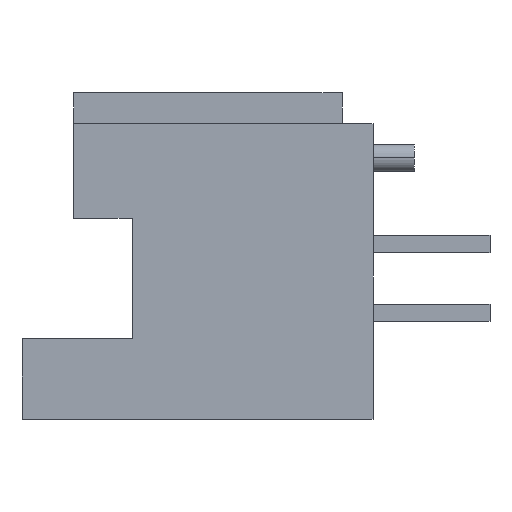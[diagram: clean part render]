
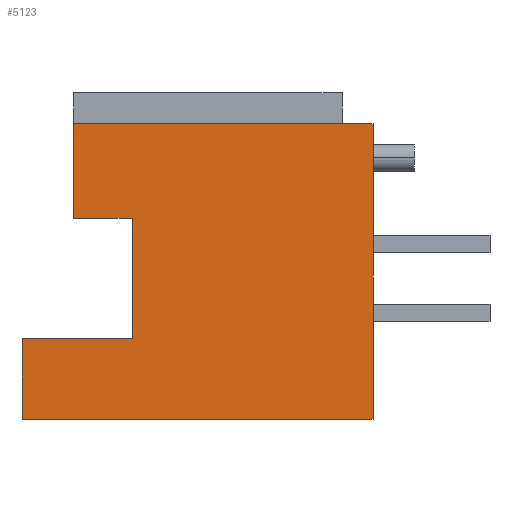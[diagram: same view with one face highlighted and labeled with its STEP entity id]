
A CAD part, left-side view. The second image highlights one B-rep face of the part: STEP entity #5123.
In plain terms, the highlighted planar face has unit normal (-1, 0, 0).
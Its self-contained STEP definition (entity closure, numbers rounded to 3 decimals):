
#6 = CARTESIAN_POINT ( 'NONE',  ( -13., 10.2, -4.3 ) ) ;
#7 = DIRECTION ( 'NONE',  ( 0., 1., 0. ) ) ;
#8 = VECTOR ( 'NONE', #7, 1000. ) ;
#9 = CARTESIAN_POINT ( 'NONE',  ( -13., 0., -4.3 ) ) ;
#10 = LINE ( 'NONE', #9, #8 ) ;
#88 = DIRECTION ( 'NONE',  ( 0., -1., 0. ) ) ;
#89 = VECTOR ( 'NONE', #88, 1000. ) ;
#90 = CARTESIAN_POINT ( 'NONE',  ( -13., 8.7, 4.3 ) ) ;
#91 = LINE ( 'NONE', #90, #89 ) ;
#92 = CARTESIAN_POINT ( 'NONE',  ( -13., 8.7, 4.3 ) ) ;
#135 = DIRECTION ( 'NONE',  ( 0., 0., 1. ) ) ;
#136 = VECTOR ( 'NONE', #135, 1000. ) ;
#137 = CARTESIAN_POINT ( 'NONE',  ( -13., 10.2, -4.3 ) ) ;
#138 = LINE ( 'NONE', #137, #136 ) ;
#170 = DIRECTION ( 'NONE',  ( 0., 0., 1. ) ) ;
#171 = VECTOR ( 'NONE', #170, 1000. ) ;
#172 = CARTESIAN_POINT ( 'NONE',  ( -13., 8.7, 1.55 ) ) ;
#173 = LINE ( 'NONE', #172, #171 ) ;
#272 = DIRECTION ( 'NONE',  ( 0., 0., -1. ) ) ;
#273 = DIRECTION ( 'NONE',  ( 1., 0., 0. ) ) ;
#274 = CARTESIAN_POINT ( 'NONE',  ( -13., 0., 4.3 ) ) ;
#275 = AXIS2_PLACEMENT_3D ( 'NONE', #274, #273, #272 ) ;
#276 = PLANE ( 'NONE',  #275 ) ;
#277 = FACE_OUTER_BOUND ( 'NONE', #5039, .T. ) ;
#409 = CARTESIAN_POINT ( 'NONE',  ( -13., 0., -4.3 ) ) ;
#410 = DIRECTION ( 'NONE',  ( 0., 0., -1. ) ) ;
#411 = VECTOR ( 'NONE', #410, 1000. ) ;
#412 = CARTESIAN_POINT ( 'NONE',  ( -13., 0., 4.3 ) ) ;
#413 = LINE ( 'NONE', #412, #411 ) ;
#425 = CARTESIAN_POINT ( 'NONE',  ( -13., 0., 4.3 ) ) ;
#4891 = EDGE_CURVE ( 'NONE', #4929, #4914, #8257, .T. ) ;
#4897 = VERTEX_POINT ( 'NONE', #8242 ) ;
#4902 = EDGE_CURVE ( 'NONE', #4914, #4897, #8237, .T. ) ;
#4908 = EDGE_CURVE ( 'NONE', #4933, #4929, #8288, .T. ) ;
#4914 = VERTEX_POINT ( 'NONE', #8273 ) ;
#4929 = VERTEX_POINT ( 'NONE', #8312 ) ;
#4933 = VERTEX_POINT ( 'NONE', #8306 ) ;
#4957 = EDGE_CURVE ( 'NONE', #5213, #4958, #10, .T. ) ;
#4958 = VERTEX_POINT ( 'NONE', #6 ) ;
#4983 = VERTEX_POINT ( 'NONE', #92 ) ;
#4985 = EDGE_CURVE ( 'NONE', #4983, #5202, #91, .T. ) ;
#5034 = EDGE_CURVE ( 'NONE', #4958, #4933, #138, .T. ) ;
#5039 = EDGE_LOOP ( 'NONE', ( #5102, #5103, #5104, #5105, #5106, #5107, #5108, #5109 ) ) ;
#5053 = EDGE_CURVE ( 'NONE', #4897, #4983, #173, .T. ) ;
#5102 = ORIENTED_EDGE ( 'NONE', *, *, #4985, .F. ) ;
#5103 = ORIENTED_EDGE ( 'NONE', *, *, #5053, .F. ) ;
#5104 = ORIENTED_EDGE ( 'NONE', *, *, #4902, .F. ) ;
#5105 = ORIENTED_EDGE ( 'NONE', *, *, #4891, .F. ) ;
#5106 = ORIENTED_EDGE ( 'NONE', *, *, #4908, .F. ) ;
#5107 = ORIENTED_EDGE ( 'NONE', *, *, #5034, .F. ) ;
#5108 = ORIENTED_EDGE ( 'NONE', *, *, #4957, .F. ) ;
#5109 = ORIENTED_EDGE ( 'NONE', *, *, #5212, .F. ) ;
#5123 = ADVANCED_FACE ( 'NONE', ( #277 ), #276, .F. ) ;
#5202 = VERTEX_POINT ( 'NONE', #425 ) ;
#5212 = EDGE_CURVE ( 'NONE', #5202, #5213, #413, .T. ) ;
#5213 = VERTEX_POINT ( 'NONE', #409 ) ;
#8234 = DIRECTION ( 'NONE',  ( 0., 1., 0. ) ) ;
#8235 = VECTOR ( 'NONE', #8234, 1000. ) ;
#8236 = CARTESIAN_POINT ( 'NONE',  ( -13., 7., 1.55 ) ) ;
#8237 = LINE ( 'NONE', #8236, #8235 ) ;
#8242 = CARTESIAN_POINT ( 'NONE',  ( -13., 8.7, 1.55 ) ) ;
#8254 = DIRECTION ( 'NONE',  ( 0., 0., 1. ) ) ;
#8255 = VECTOR ( 'NONE', #8254, 1000. ) ;
#8256 = CARTESIAN_POINT ( 'NONE',  ( -13., 7., -1.95 ) ) ;
#8257 = LINE ( 'NONE', #8256, #8255 ) ;
#8273 = CARTESIAN_POINT ( 'NONE',  ( -13., 7., 1.55 ) ) ;
#8285 = DIRECTION ( 'NONE',  ( 0., -1., 0. ) ) ;
#8286 = VECTOR ( 'NONE', #8285, 1000. ) ;
#8287 = CARTESIAN_POINT ( 'NONE',  ( -13., 10.2, -1.95 ) ) ;
#8288 = LINE ( 'NONE', #8287, #8286 ) ;
#8306 = CARTESIAN_POINT ( 'NONE',  ( -13., 10.2, -1.95 ) ) ;
#8312 = CARTESIAN_POINT ( 'NONE',  ( -13., 7., -1.95 ) ) ;
